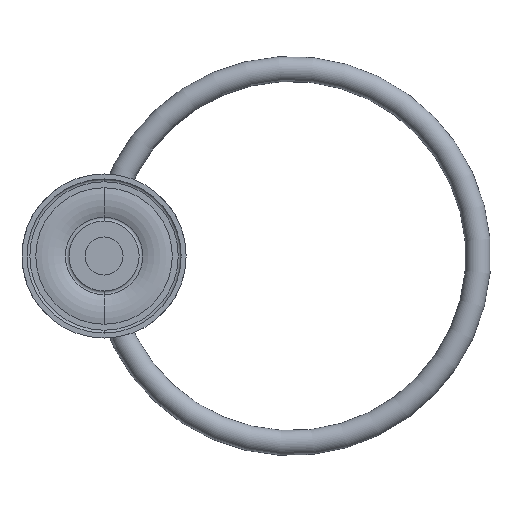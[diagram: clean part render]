
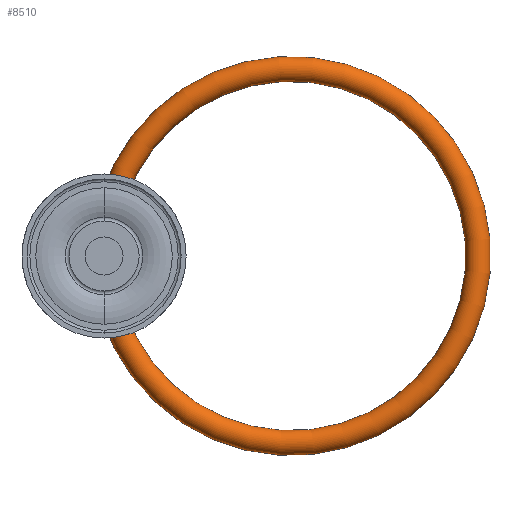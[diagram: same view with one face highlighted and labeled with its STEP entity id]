
A CAD part, left-side view. The second image highlights one B-rep face of the part: STEP entity #8510.
In plain terms, the highlighted toroidal (fillet/blend) face has major radius 75.006 mm and minor radius 5.004 mm.
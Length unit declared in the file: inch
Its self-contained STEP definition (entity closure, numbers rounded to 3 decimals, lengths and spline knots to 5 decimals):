
#3308=CARTESIAN_POINT('',(1.948,-0.22517,0.39307));
#3323=CARTESIAN_POINT('',(1.948,0.16883,0.42037));
#3340=CARTESIAN_POINT('',(1.948,0.16883,-0.42037));
#3355=CARTESIAN_POINT('',(1.948,-0.22517,-0.39307));
#3357=CARTESIAN_POINT('',(1.948,-2.953,0.));
#3358=DIRECTION('',(1.,0.,0.));
#3359=DIRECTION('',(0.,0.99,0.143));
#3360=AXIS2_PLACEMENT_3D('',#3357,#3358,#3359);
#3362=CARTESIAN_POINT('',(1.948,-2.953,0.));
#3363=DIRECTION('',(-1.,0.,0.));
#3364=DIRECTION('',(0.,0.991,-0.133));
#3365=AXIS2_PLACEMENT_3D('',#3362,#3363,#3364);
#3367=CARTESIAN_POINT('',(1.948,0.16883,-0.42037));
#3368=CARTESIAN_POINT('',(1.93058,0.16883,
-0.42037));
#3369=CARTESIAN_POINT('',(1.89546,0.16424,
-0.42006));
#3370=CARTESIAN_POINT('',(1.84498,0.14266,
-0.41861));
#3371=CARTESIAN_POINT('',(1.80323,0.10885,
-0.41633));
#3372=CARTESIAN_POINT('',(1.77288,0.06671,
-0.41347));
#3373=CARTESIAN_POINT('',(1.7548,0.01987,
-0.41026));
#3374=CARTESIAN_POINT('',(1.74879,-0.03024,
-0.40681));
#3375=CARTESIAN_POINT('',(1.75611,-0.08161,
-0.40323));
#3376=CARTESIAN_POINT('',(1.77572,-0.12817,
-0.39997));
#3377=CARTESIAN_POINT('',(1.80746,-0.1694,
-0.39705));
#3378=CARTESIAN_POINT('',(1.84812,-0.20056,
-0.39484));
#3379=CARTESIAN_POINT('',(1.89641,-0.22067,
-0.39339));
#3380=CARTESIAN_POINT('',(1.93079,-0.22517,
-0.39307));
#3381=CARTESIAN_POINT('',(1.948,-0.22517,-0.39307));
#3383=CARTESIAN_POINT('',(1.948,-0.22517,0.39307));
#3384=CARTESIAN_POINT('',(1.93122,-0.22517,
0.39307));
#3385=CARTESIAN_POINT('',(1.89764,-0.2209,
0.39338));
#3386=CARTESIAN_POINT('',(1.85021,-0.20165,
0.39476));
#3387=CARTESIAN_POINT('',(1.80977,-0.17162,
0.39689));
#3388=CARTESIAN_POINT('',(1.77717,-0.13074,
0.39979));
#3389=CARTESIAN_POINT('',(1.75652,-0.08348,
0.4031));
#3390=CARTESIAN_POINT('',(1.74868,-0.03075,
0.40678));
#3391=CARTESIAN_POINT('',(1.75487,0.02047,
0.41031));
#3392=CARTESIAN_POINT('',(1.77348,0.06792,
0.41355));
#3393=CARTESIAN_POINT('',(1.80451,0.11023,
0.41642));
#3394=CARTESIAN_POINT('',(1.84661,0.14361,
0.41867));
#3395=CARTESIAN_POINT('',(1.89673,0.1645,
0.42008));
#3396=CARTESIAN_POINT('',(1.93108,0.16883,
0.42037));
#3397=CARTESIAN_POINT('',(1.948,0.16883,0.42037));
#3973=VERTEX_POINT('',#3308);
#3974=VERTEX_POINT('',#3323);
#3977=VERTEX_POINT('',#3340);
#3978=VERTEX_POINT('',#3355);
#8499=CARTESIAN_POINT('',(1.948,-2.953,0.));
#8500=DIRECTION('',(1.,0.,0.));
#8501=DIRECTION('',(0.,0.,1.));
#8502=AXIS2_PLACEMENT_3D('',#8499,#8500,#8501);
#8503=TOROIDAL_SURFACE('',#8502,2.953,0.197);
#8504=ORIENTED_EDGE('',*,*,#8493,.F.);
#8505=ORIENTED_EDGE('',*,*,#8480,.T.);
#8506=ORIENTED_EDGE('',*,*,#8490,.F.);
#8507=ORIENTED_EDGE('',*,*,#8463,.T.);
#8508=EDGE_LOOP('',(#8504,#8505,#8506,#8507));
#8509=FACE_OUTER_BOUND('',#8508,.F.);
#8510=ADVANCED_FACE('',(#8509),#8503,.T.);
#3361=CIRCLE('',#3360,2.756);
#3366=CIRCLE('',#3365,3.15);
#3382=B_SPLINE_CURVE_WITH_KNOTS('',3,(#3367,#3368,#3369,#3370,#3371,#3372,#3373,
#3374,#3375,#3376,#3377,#3378,#3379,#3380,#3381),.UNSPECIFIED.,.F.,.F.,(4,1,1,1,
1,1,1,1,1,1,1,1,4),(0.,0.08333,0.16667,0.25,
0.33333,0.41667,0.5,0.58333,0.66667,
0.75,0.83333,0.91667,1.),.UNSPECIFIED.);
#3398=B_SPLINE_CURVE_WITH_KNOTS('',3,(#3383,#3384,#3385,#3386,#3387,#3388,#3389,
#3390,#3391,#3392,#3393,#3394,#3395,#3396,#3397),.UNSPECIFIED.,.F.,.F.,(4,1,1,1,
1,1,1,1,1,1,1,1,4),(0.,0.08333,0.16667,0.25,
0.33333,0.41667,0.5,0.58333,0.66667,
0.75,0.83333,0.91667,1.),.UNSPECIFIED.);
#8463=EDGE_CURVE('',#3973,#3974,#3398,.T.);
#8480=EDGE_CURVE('',#3977,#3978,#3382,.T.);
#8490=EDGE_CURVE('',#3973,#3978,#3361,.T.);
#8493=EDGE_CURVE('',#3977,#3974,#3366,.T.);
